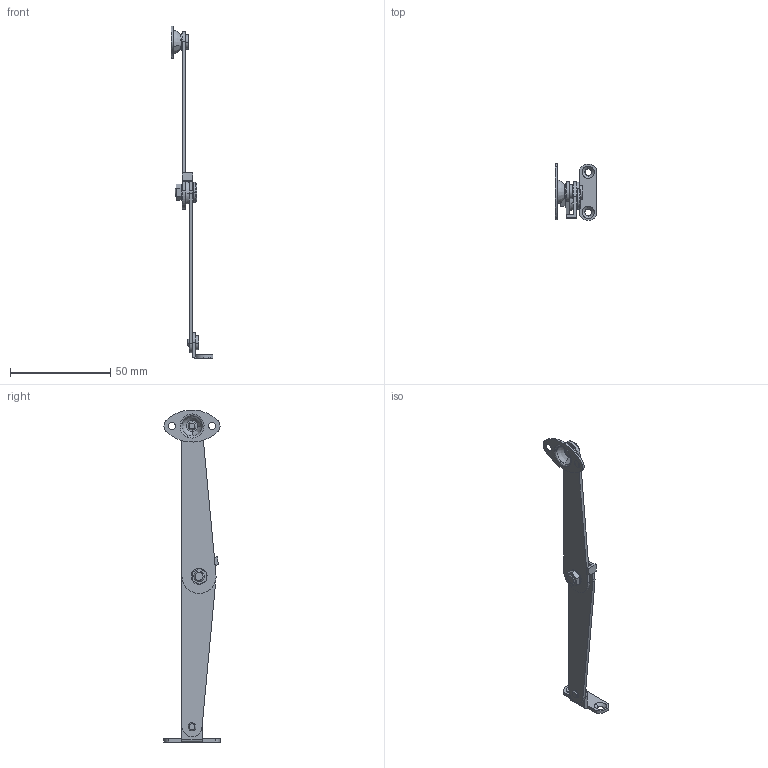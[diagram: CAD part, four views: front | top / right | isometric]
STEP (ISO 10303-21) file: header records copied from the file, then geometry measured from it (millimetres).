
FILE_DESCRIPTION((''),'2;1');
FILE_NAME('','2005-04-20T11:51:42',(''),(''),'','CADfix','');
FILE_SCHEMA(('AUTOMOTIVE_DESIGN'));
Length unit declared in the file: millimetre
Products named in the file (11): rivet_A; rivet_B; washer_2; washer_3; washer_1; nut; bracket_B; bracket_A; arm_B; arm_A; TM_53_R_3042_36
Assembly tree (12 placements, depth 2):
  TM_53_R_3042_36
    rivet_A  x2
    rivet_B
    washer_2  x2
    washer_3
    washer_1
    nut
    bracket_B
    bracket_A
    arm_B
    arm_A
Bounding box: 20.8 x 28 x 165.58 mm (x, y, z)
Volume: 5332.9 mm3; surface area: 8536.8 mm2
Topology: 12 solids, 12 shells, 142 faces, 453 edges, 343 vertices
Faces by surface type: bspline 142
Entity records: 5250 total; most frequent: CARTESIAN_POINT 2780, ORIENTED_EDGE 806, EDGE_CURVE 403, VERTEX_POINT 303, EDGE_LOOP 160, QUASI_UNIFORM_CURVE 133, FACE_OUTER_BOUND 126, ADVANCED_FACE 126
